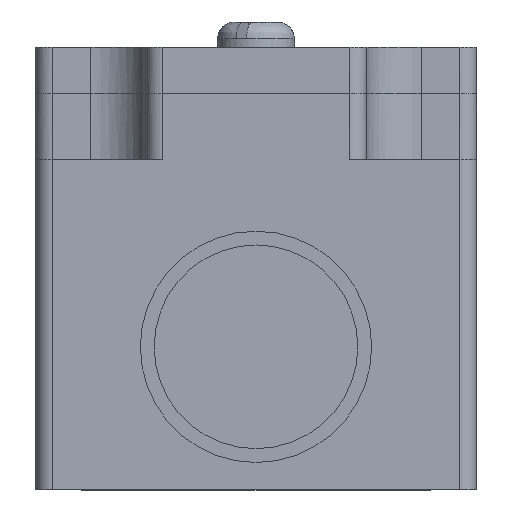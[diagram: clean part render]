
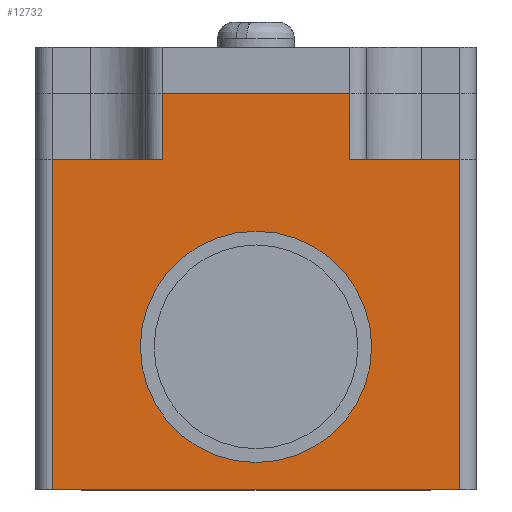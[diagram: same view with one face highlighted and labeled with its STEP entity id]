
A CAD part, front view. The second image highlights one B-rep face of the part: STEP entity #12732.
In plain terms, the highlighted planar face has unit normal (0, -1, 0).
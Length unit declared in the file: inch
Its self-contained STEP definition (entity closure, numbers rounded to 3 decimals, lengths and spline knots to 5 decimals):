
#33 = ORIENTED_EDGE ( 'NONE', *, *, #3610, .T. ) ;
#166 = CARTESIAN_POINT ( 'NONE',  ( -0.33465, -2.75592, 1.41732 ) ) ;
#241 = ORIENTED_EDGE ( 'NONE', *, *, #3278, .T. ) ;
#256 = CARTESIAN_POINT ( 'NONE',  ( 0.7874, -2.75591, 1.1811 ) ) ;
#704 = EDGE_CURVE ( 'NONE', #9909, #2535, #4509, .T. ) ;
#751 = CARTESIAN_POINT ( 'NONE',  ( 0.72835, -2.75591, 1.1811 ) ) ;
#1186 = DIRECTION ( 'NONE',  ( -1., 0., 0. ) ) ;
#1188 = PLANE ( 'NONE',  #1593 ) ;
#1378 = VECTOR ( 'NONE', #12201, 39.37008 ) ;
#1421 = VECTOR ( 'NONE', #10385, 39.37008 ) ;
#1443 = EDGE_LOOP ( 'NONE', ( #10688 ) ) ;
#1593 = AXIS2_PLACEMENT_3D ( 'NONE', #6731, #11036, #2182 ) ;
#2166 = EDGE_LOOP ( 'NONE', ( #10574, #2615, #11790, #241, #7825, #13740, #2685, #33 ) ) ;
#2182 = DIRECTION ( 'NONE',  ( 0., 0., -1. ) ) ;
#2321 = FACE_BOUND ( 'NONE', #1443, .T. ) ;
#2397 = FACE_OUTER_BOUND ( 'NONE', #2166, .T. ) ;
#2535 = VERTEX_POINT ( 'NONE', #8902 ) ;
#2552 = CARTESIAN_POINT ( 'NONE',  ( 0.33465, -2.75592, 1.41732 ) ) ;
#2615 = ORIENTED_EDGE ( 'NONE', *, *, #12219, .F. ) ;
#2685 = ORIENTED_EDGE ( 'NONE', *, *, #5623, .T. ) ;
#3123 = LINE ( 'NONE', #13849, #11792 ) ;
#3278 = EDGE_CURVE ( 'NONE', #3325, #13113, #6365, .T. ) ;
#3325 = VERTEX_POINT ( 'NONE', #751 ) ;
#3610 = EDGE_CURVE ( 'NONE', #5967, #2535, #10981, .T. ) ;
#3973 = VERTEX_POINT ( 'NONE', #166 ) ;
#4436 = CARTESIAN_POINT ( 'NONE',  ( -0.72835, -2.75591, 0. ) ) ;
#4509 = LINE ( 'NONE', #4436, #4596 ) ;
#4596 = VECTOR ( 'NONE', #8702, 39.37008 ) ;
#4753 = CARTESIAN_POINT ( 'NONE',  ( 0.11155, -2.75591, 1.41732 ) ) ;
#4819 = CARTESIAN_POINT ( 'NONE',  ( -0.41339, -2.75591, 0.51181 ) ) ;
#4988 = VECTOR ( 'NONE', #10320, 39.37008 ) ;
#5303 = CARTESIAN_POINT ( 'NONE',  ( -0.72835, -2.75591, 0. ) ) ;
#5495 = CARTESIAN_POINT ( 'NONE',  ( 0.33465, -2.75591, 1.1811 ) ) ;
#5623 = EDGE_CURVE ( 'NONE', #3973, #5967, #11538, .T. ) ;
#5712 = CARTESIAN_POINT ( 'NONE',  ( 0.72835, -2.75591, 0. ) ) ;
#5967 = VERTEX_POINT ( 'NONE', #13358 ) ;
#6087 = CARTESIAN_POINT ( 'NONE',  ( 0.7874, -2.75591, 1.1811 ) ) ;
#6365 = LINE ( 'NONE', #6087, #1421 ) ;
#6731 = CARTESIAN_POINT ( 'NONE',  ( 0.7874, -2.75591, 0. ) ) ;
#6753 = LINE ( 'NONE', #14005, #1378 ) ;
#7111 = CARTESIAN_POINT ( 'NONE',  ( 0.72835, -2.75591, 0. ) ) ;
#7238 = CARTESIAN_POINT ( 'NONE',  ( -0.33465, -2.75592, 1.41732 ) ) ;
#7258 = VERTEX_POINT ( 'NONE', #7111 ) ;
#7707 = CIRCLE ( 'NONE', #9948, 0.41339 ) ;
#7776 = DIRECTION ( 'NONE',  ( 0., 0., 1. ) ) ;
#7803 = DIRECTION ( 'NONE',  ( -1., 0., 0. ) ) ;
#7825 = ORIENTED_EDGE ( 'NONE', *, *, #13448, .T. ) ;
#7956 = VECTOR ( 'NONE', #7776, 39.37008 ) ;
#8702 = DIRECTION ( 'NONE',  ( 0., 0., 1. ) ) ;
#8902 = CARTESIAN_POINT ( 'NONE',  ( -0.72835, -2.75591, 1.1811 ) ) ;
#9211 = CARTESIAN_POINT ( 'NONE',  ( -0.11155, -2.75591, 1.41732 ) ) ;
#9871 = LINE ( 'NONE', #5712, #7956 ) ;
#9909 = VERTEX_POINT ( 'NONE', #5303 ) ;
#9948 = AXIS2_PLACEMENT_3D ( 'NONE', #10892, #9958, #1186 ) ;
#9958 = DIRECTION ( 'NONE',  ( 0., 1., 0. ) ) ;
#10257 = VERTEX_POINT ( 'NONE', #4819 ) ;
#10320 = DIRECTION ( 'NONE',  ( 0., 0., -1. ) ) ;
#10385 = DIRECTION ( 'NONE',  ( -1., 0., 0. ) ) ;
#10390 = CARTESIAN_POINT ( 'NONE',  ( -0.33465, -2.75591, 0. ) ) ;
#10574 = ORIENTED_EDGE ( 'NONE', *, *, #704, .F. ) ;
#10688 = ORIENTED_EDGE ( 'NONE', *, *, #11460, .T. ) ;
#10892 = CARTESIAN_POINT ( 'NONE',  ( 0., -2.75591, 0.51181 ) ) ;
#10981 = LINE ( 'NONE', #256, #12080 ) ;
#11036 = DIRECTION ( 'NONE',  ( 0., -1., 0. ) ) ;
#11460 = EDGE_CURVE ( 'NONE', #10257, #10257, #7707, .T. ) ;
#11538 = LINE ( 'NONE', #10390, #4988 ) ;
#11725 = B_SPLINE_CURVE_WITH_KNOTS ( 'NONE', 3,
 ( #2552, #4753, #9211, #7238 ),
 .UNSPECIFIED., .F., .F.,
 ( 4, 4 ),
 ( 0., 1. ),
 .UNSPECIFIED. ) ;
#11790 = ORIENTED_EDGE ( 'NONE', *, *, #13197, .T. ) ;
#11792 = VECTOR ( 'NONE', #11851, 39.37008 ) ;
#11851 = DIRECTION ( 'NONE',  ( -1., 0., 0. ) ) ;
#12080 = VECTOR ( 'NONE', #7803, 39.37008 ) ;
#12201 = DIRECTION ( 'NONE',  ( 0., 0., 1. ) ) ;
#12219 = EDGE_CURVE ( 'NONE', #7258, #9909, #3123, .T. ) ;
#12398 = EDGE_CURVE ( 'NONE', #12428, #3973, #11725, .T. ) ;
#12428 = VERTEX_POINT ( 'NONE', #12473 ) ;
#12473 = CARTESIAN_POINT ( 'NONE',  ( 0.33465, -2.75592, 1.41732 ) ) ;
#12732 = ADVANCED_FACE ( 'NONE', ( #2397, #2321 ), #1188, .T. ) ;
#13113 = VERTEX_POINT ( 'NONE', #5495 ) ;
#13197 = EDGE_CURVE ( 'NONE', #7258, #3325, #9871, .T. ) ;
#13358 = CARTESIAN_POINT ( 'NONE',  ( -0.33465, -2.75591, 1.1811 ) ) ;
#13448 = EDGE_CURVE ( 'NONE', #13113, #12428, #6753, .T. ) ;
#13740 = ORIENTED_EDGE ( 'NONE', *, *, #12398, .T. ) ;
#13849 = CARTESIAN_POINT ( 'NONE',  ( -0.59055, -2.75591, 0. ) ) ;
#14005 = CARTESIAN_POINT ( 'NONE',  ( 0.33465, -2.75591, 0. ) ) ;
